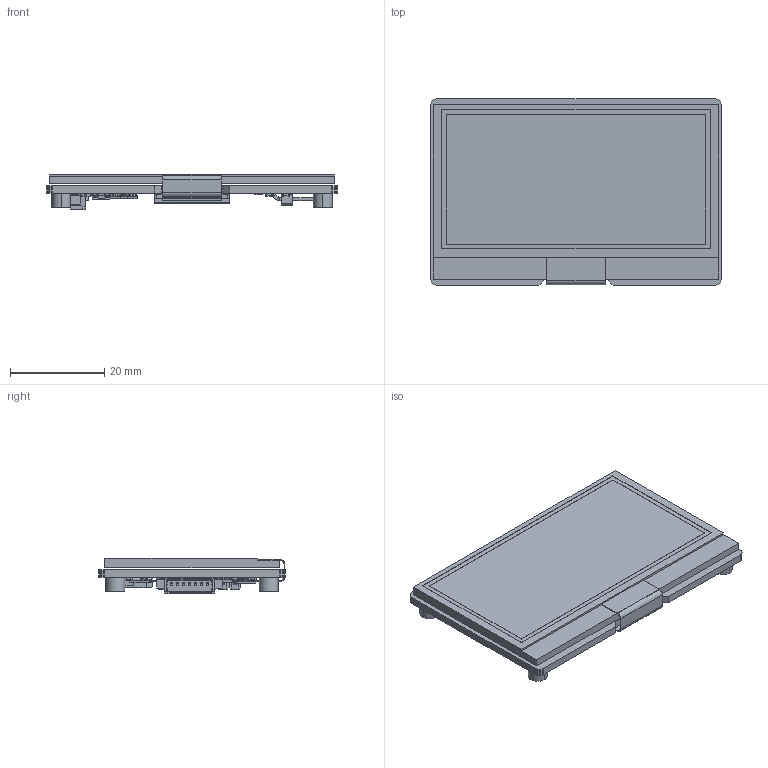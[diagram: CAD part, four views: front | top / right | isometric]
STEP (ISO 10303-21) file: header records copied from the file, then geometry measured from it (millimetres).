
FILE_DESCRIPTION((''),'2;1');
FILE_NAME('2_42INCH_OLED_MODULE-SKU25742_ASM','2024-01-22T11:03:34',('xiaojisheng'),(''),'CREO PARAMETRIC BY PTC INC, 2021063','CREO PARAMETRIC BY PTC INC, 2021063','');
FILE_SCHEMA(('CONFIG_CONTROL_DESIGN','SHAPE_APPEARANCE_LAYERS_GROUPS'));
Products named in the file (71): BOARD; CAPC1608_0603_; C1_ASM; C2_ASM; C3_ASM; C4_ASM; C5_ASM; C6_ASM; C7_ASM; C8_ASM; C9_ASM; C10_ASM; C11_ASM; C12_ASM; USER_LIBRARY-1N4148WS; D1_ASM; RESC1608_0603_; J1_ASM; J2_ASM; USER_LIBRARY-INDLQS_4012_-11547; USER_LIBRARY-INDLQS_4012_-22184; USER_LIBRARY-INDLQS_4012_-22696; USER_LIBRARY-INDLQS_4012_-11525_ASM; USER_LIBRARY-IND2-4X4X1R2_ASM; L1_ASM; HEADER-FPC-ZIF-SMD-HORIZO-23832; HEADER-FPC-ZIF-SMD-HORIZO-85751; OLED1_ASM; R1_ASM; R2_ASM; R3_ASM; R4_ASM; R5_ASM; EXTRUDED-87228; 964280208_ASM; EXTRUDED-87600; 964280464_ASM; R6_ASM; SW3DPS-SOT-23-5-DEFAULT; U1_ASM ...
Assembly tree (108 placements, depth 6):
  2_42INCH_OLED_MODULE-SKU25742_ASM
    PCB_ASM
      BOARD
      C1_ASM
        CAPC1608_0603_
      C2_ASM
        CAPC1608_0603_
      C3_ASM
        CAPC1608_0603_
      C4_ASM
        CAPC1608_0603_
      C5_ASM
        CAPC1608_0603_
      C6_ASM
        CAPC1608_0603_
      C7_ASM
        CAPC1608_0603_
      C8_ASM
        CAPC1608_0603_
      C9_ASM
        CAPC1608_0603_
      C10_ASM
        CAPC1608_0603_
      C11_ASM
        CAPC1608_0603_
      C12_ASM
        CAPC1608_0603_
      D1_ASM
        USER_LIBRARY-1N4148WS
      J1_ASM
        RESC1608_0603_
      J2_ASM
        RESC1608_0603_
      L1_ASM
        USER_LIBRARY-IND2-4X4X1R2_ASM
          USER_LIBRARY-INDLQS_4012_-11525_ASM
            USER_LIBRARY-INDLQS_4012_-11547
            USER_LIBRARY-INDLQS_4012_-22184  x2
            USER_LIBRARY-INDLQS_4012_-22696
      OLED1_ASM
        HEADER-FPC-ZIF-SMD-HORIZO-23832
        HEADER-FPC-ZIF-SMD-HORIZO-85751
      R1_ASM
        RESC1608_0603_
      R2_ASM
        RESC1608_0603_
      R3_ASM
        RESC1608_0603_
      R4_ASM
        RESC1608_0603_
      R5_ASM
        RESC1608_0603_
      R6_ASM
        964280208_ASM
          EXTRUDED-87228
        964280464_ASM  x2
          EXTRUDED-87600
      U1_ASM
        SW3DPS-SOT-23-5-DEFAULT
      U2_ASM
Bounding box: 61.52 x 39.52 x 7.5 mm (x, y, z)
Volume: 8686.1 mm3; surface area: 12921.2 mm2
Topology: 165 solids, 165 shells, 3904 faces, 9644 edges, 6042 vertices
Faces by surface type: plane 2602, cylinder 872, extrusion 236, sphere 152, cone 20, bspline 20, torus 2
Entity records: 78123 total; most frequent: CARTESIAN_POINT 14484, ORIENTED_EDGE 9640, DIRECTION 9274, EDGE_CURVE 4820, VECTOR 4220, LINE 4158, PRESENTATION_STYLE_ASSIGNMENT 3728, STYLED_ITEM 3425
